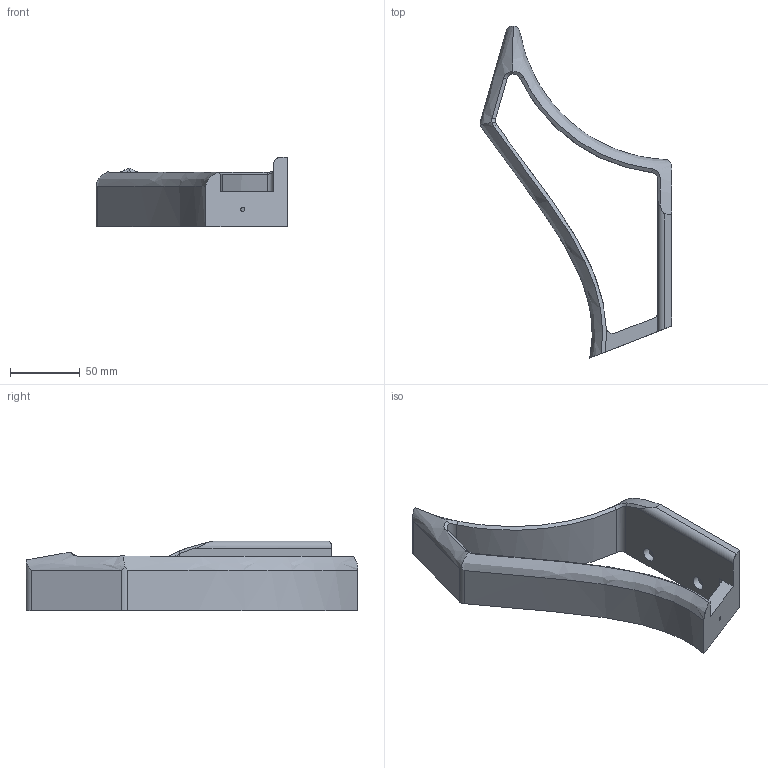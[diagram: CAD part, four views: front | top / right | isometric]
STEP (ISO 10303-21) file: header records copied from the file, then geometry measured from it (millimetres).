
FILE_DESCRIPTION(/* description */ ('STEP AP242','CAx-IF Rec.Pracs.---Representation and Presentation of Product Manufacturing Information (PMI)---4.0---2014-10-13','CAx-IF Rec.Pracs.---3D Tessellated Geometry---0.4---2014-09-14','2;1'),/* implementation_level */ '2;1');
FILE_NAME(/* name */ 'Warlock - Wing - Warlock - Left Top',/* time_stamp */ '2025-01-15T03:55:52Z',/* author */ (''),/* organization */ (''),/* preprocessor_version */ 'ST-DEVELOPER v20',/* originating_system */ 'ONSHAPE BY PTC INC, 1.192',/* authorisation */ ' ');
FILE_SCHEMA (('AP242_MANAGED_MODEL_BASED_3D_ENGINEERING_MIM_LF { 1 0 10303 442 1 1 4 }'));
Length unit declared in the file: metre
Products named in the file (1): Wing - Warlock - Left Top
Bounding box: 137.25 x 237.56 x 50 mm (x, y, z)
Volume: 215022.3 mm3; surface area: 53529.2 mm2
Topology: 1 solids, 1 shells, 41 faces, 111 edges, 73 vertices
Faces by surface type: cylinder 15, bspline 13, plane 12, cone 1
Full cylindrical faces by diameter (mm): 5.5 x2, 10 x2
Entity records: 1916 total; most frequent: CARTESIAN_POINT 1007, ORIENTED_EDGE 204, DIRECTION 133, EDGE_CURVE 102, VERTEX_POINT 69, EDGE_LOOP 55, FACE_BOUND 55, AXIS2_PLACEMENT_3D 50
